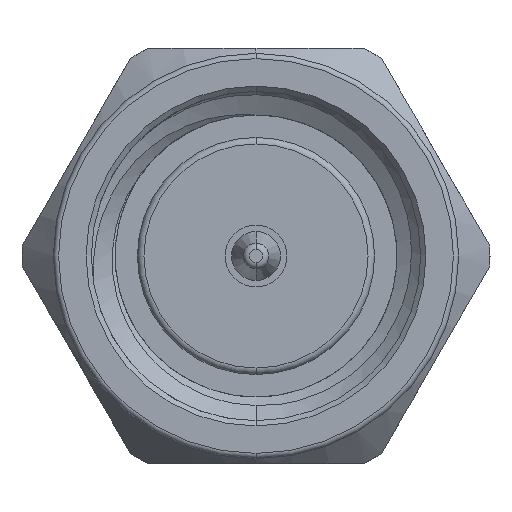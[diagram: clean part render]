
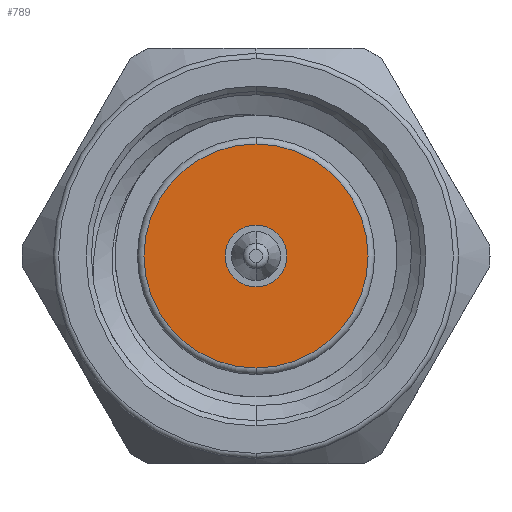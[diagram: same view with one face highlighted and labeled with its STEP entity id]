
A CAD part, left-side view. The second image highlights one B-rep face of the part: STEP entity #789.
In plain terms, the highlighted planar face has unit normal (-1, 0, 0).
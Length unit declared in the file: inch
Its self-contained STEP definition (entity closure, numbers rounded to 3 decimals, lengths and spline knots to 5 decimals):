
#202 = DIRECTION ( 'NONE',  ( 0., 0., -1. ) ) ;
#675 = DIRECTION ( 'NONE',  ( 1., 0., 0. ) ) ;
#726 = CIRCLE ( 'NONE', #3998, 0.0235 ) ;
#728 = CARTESIAN_POINT ( 'NONE',  ( 0.11, 0., 0. ) ) ;
#789 = ADVANCED_FACE ( 'NONE', ( #4448, #6023 ), #2864, .F. ) ;
#1173 = CARTESIAN_POINT ( 'NONE',  ( 0.11, 0., 0.085 ) ) ;
#1189 = ORIENTED_EDGE ( 'NONE', *, *, #5604, .F. ) ;
#1363 = DIRECTION ( 'NONE',  ( -1., 0., 0. ) ) ;
#1398 = DIRECTION ( 'NONE',  ( 0., 0., -1. ) ) ;
#1657 = CARTESIAN_POINT ( 'NONE',  ( 0.11, 0.125, 0. ) ) ;
#1709 = CARTESIAN_POINT ( 'NONE',  ( 0.11, 0., 0. ) ) ;
#1819 = EDGE_LOOP ( 'NONE', ( #3827, #2144 ) ) ;
#1973 = VERTEX_POINT ( 'NONE', #1173 ) ;
#2118 = CARTESIAN_POINT ( 'NONE',  ( 0.11, 0., -0.085 ) ) ;
#2144 = ORIENTED_EDGE ( 'NONE', *, *, #2677, .T. ) ;
#2167 = DIRECTION ( 'NONE',  ( -1., 0., 0. ) ) ;
#2337 = CARTESIAN_POINT ( 'NONE',  ( 0.11, 0., 0. ) ) ;
#2348 = CIRCLE ( 'NONE', #3807, 0.085 ) ;
#2363 = CARTESIAN_POINT ( 'NONE',  ( 0.11, 0., 0.0235 ) ) ;
#2518 = AXIS2_PLACEMENT_3D ( 'NONE', #1657, #675, #3806 ) ;
#2677 = EDGE_CURVE ( 'NONE', #1973, #2852, #2348, .T. ) ;
#2681 = EDGE_CURVE ( 'NONE', #2852, #1973, #3249, .T. ) ;
#2852 = VERTEX_POINT ( 'NONE', #2118 ) ;
#2864 = PLANE ( 'NONE',  #2518 ) ;
#2962 = VERTEX_POINT ( 'NONE', #2363 ) ;
#3028 = DIRECTION ( 'NONE',  ( -1., 0., 0. ) ) ;
#3249 = CIRCLE ( 'NONE', #5727, 0.085 ) ;
#3377 = CARTESIAN_POINT ( 'NONE',  ( 0.11, 0., -0.0235 ) ) ;
#3513 = DIRECTION ( 'NONE',  ( 0., 0., -1. ) ) ;
#3579 = CARTESIAN_POINT ( 'NONE',  ( 0.11, 0., 0. ) ) ;
#3614 = EDGE_LOOP ( 'NONE', ( #1189, #3954 ) ) ;
#3806 = DIRECTION ( 'NONE',  ( 0., 1., 0. ) ) ;
#3807 = AXIS2_PLACEMENT_3D ( 'NONE', #2337, #1363, #1398 ) ;
#3827 = ORIENTED_EDGE ( 'NONE', *, *, #2681, .T. ) ;
#3954 = ORIENTED_EDGE ( 'NONE', *, *, #5432, .F. ) ;
#3998 = AXIS2_PLACEMENT_3D ( 'NONE', #728, #3028, #202 ) ;
#4114 = CIRCLE ( 'NONE', #6575, 0.0235 ) ;
#4448 = FACE_BOUND ( 'NONE', #3614, .T. ) ;
#4991 = DIRECTION ( 'NONE',  ( 0., 0., -1. ) ) ;
#5432 = EDGE_CURVE ( 'NONE', #2962, #6216, #4114, .T. ) ;
#5604 = EDGE_CURVE ( 'NONE', #6216, #2962, #726, .T. ) ;
#5723 = DIRECTION ( 'NONE',  ( -1., 0., 0. ) ) ;
#5727 = AXIS2_PLACEMENT_3D ( 'NONE', #3579, #5723, #3513 ) ;
#6023 = FACE_OUTER_BOUND ( 'NONE', #1819, .T. ) ;
#6216 = VERTEX_POINT ( 'NONE', #3377 ) ;
#6575 = AXIS2_PLACEMENT_3D ( 'NONE', #1709, #2167, #4991 ) ;
